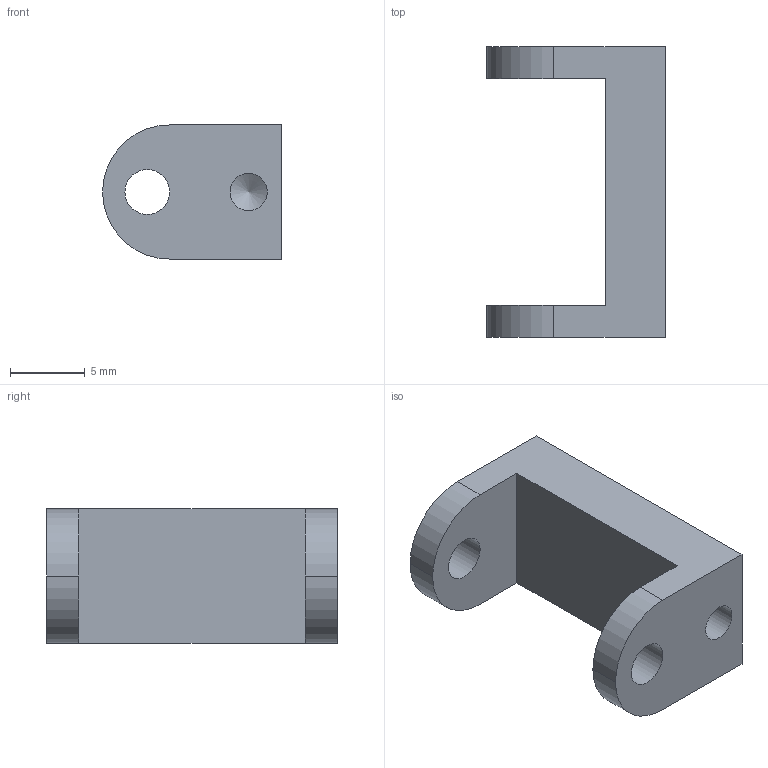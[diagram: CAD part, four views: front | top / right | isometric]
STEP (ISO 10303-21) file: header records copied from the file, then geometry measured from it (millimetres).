
FILE_DESCRIPTION (( 'STEP AP203' ), '1' );
FILE_NAME ('Loqueteau à rouleau 3.STEP', '2020-12-04T17:14:04', ( '' ), ( '' ), 'SwSTEP 2.0', 'SolidWorks 2020', '' );
FILE_SCHEMA (( 'CONFIG_CONTROL_DESIGN' ));
Length unit declared in the file: millimetre
Products named in the file (1): Loqueteau à rouleau 3
Bounding box: 12 x 19.5 x 9 mm (x, y, z)
Volume: 797.6 mm3; surface area: 1049.1 mm2
Topology: 1 solids, 1 shells, 20 faces, 53 edges, 36 vertices
Faces by surface type: plane 9, cylinder 9, cone 2
Full cylindrical faces by diameter (mm): 2.5 x2, 3 x2, 6 x1
Entity records: 763 total; most frequent: CARTESIAN_POINT 209, DIRECTION 100, ORIENTED_EDGE 84, EDGE_CURVE 42, AXIS2_PLACEMENT_3D 39, EDGE_LOOP 36, VERTEX_POINT 32, FACE_OUTER_BOUND 25
